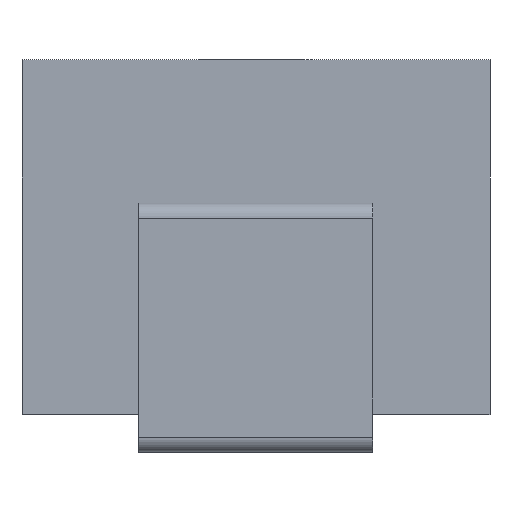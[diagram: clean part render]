
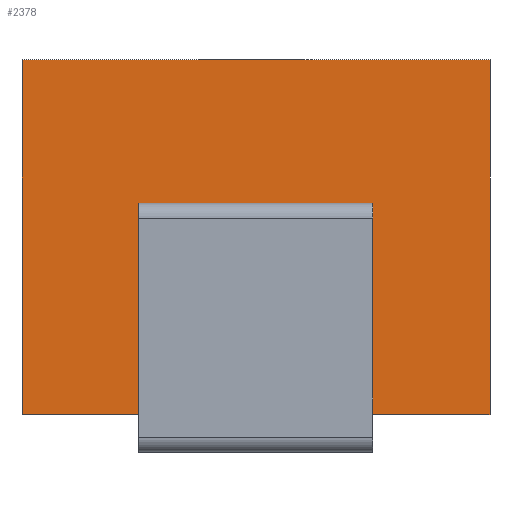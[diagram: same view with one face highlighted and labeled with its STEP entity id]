
A CAD part, left-side view. The second image highlights one B-rep face of the part: STEP entity #2378.
In plain terms, the highlighted planar face has unit normal (-1, 0, 0).
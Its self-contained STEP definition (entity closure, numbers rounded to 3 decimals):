
#198=ORIENTED_EDGE('',*,*,#732,.T.);
#199=ORIENTED_EDGE('',*,*,#733,.F.);
#200=ORIENTED_EDGE('',*,*,#734,.T.);
#201=ORIENTED_EDGE('',*,*,#735,.T.);
#202=ORIENTED_EDGE('',*,*,#736,.F.);
#203=ORIENTED_EDGE('',*,*,#737,.F.);
#204=ORIENTED_EDGE('',*,*,#738,.F.);
#205=ORIENTED_EDGE('',*,*,#739,.T.);
#206=ORIENTED_EDGE('',*,*,#723,.T.);
#207=ORIENTED_EDGE('',*,*,#730,.F.);
#208=ORIENTED_EDGE('',*,*,#724,.F.);
#209=ORIENTED_EDGE('',*,*,#728,.F.);
#723=EDGE_CURVE('',#989,#992,#1172,.T.);
#724=EDGE_CURVE('',#993,#994,#1173,.T.);
#728=EDGE_CURVE('',#989,#993,#1177,.T.);
#730=EDGE_CURVE('',#994,#992,#1179,.T.);
#732=EDGE_CURVE('',#997,#998,#1181,.T.);
#733=EDGE_CURVE('',#999,#998,#1182,.T.);
#734=EDGE_CURVE('',#999,#1000,#1183,.T.);
#735=EDGE_CURVE('',#1000,#1001,#1184,.T.);
#736=EDGE_CURVE('',#1002,#1001,#1185,.T.);
#737=EDGE_CURVE('',#1003,#1002,#1186,.T.);
#738=EDGE_CURVE('',#1004,#1003,#1187,.T.);
#739=EDGE_CURVE('',#1004,#997,#1188,.T.);
#989=VERTEX_POINT('',#2925);
#992=VERTEX_POINT('',#2930);
#993=VERTEX_POINT('',#2934);
#994=VERTEX_POINT('',#2935);
#997=VERTEX_POINT('',#2949);
#998=VERTEX_POINT('',#2950);
#999=VERTEX_POINT('',#2952);
#1000=VERTEX_POINT('',#2954);
#1001=VERTEX_POINT('',#2956);
#1002=VERTEX_POINT('',#2958);
#1003=VERTEX_POINT('',#2960);
#1004=VERTEX_POINT('',#2962);
#1172=LINE('',#2931,#1309);
#1173=LINE('',#2933,#1310);
#1177=LINE('',#2942,#1314);
#1179=LINE('',#2945,#1316);
#1181=LINE('',#2948,#1318);
#1182=LINE('',#2951,#1319);
#1183=LINE('',#2953,#1320);
#1184=LINE('',#2955,#1321);
#1185=LINE('',#2957,#1322);
#1186=LINE('',#2959,#1323);
#1187=LINE('',#2961,#1324);
#1188=LINE('',#2963,#1325);
#1309=VECTOR('',#2594,1000.);
#1310=VECTOR('',#2597,1000.);
#1314=VECTOR('',#2603,1000.);
#1316=VECTOR('',#2607,1000.);
#1318=VECTOR('',#2611,1000.);
#1319=VECTOR('',#2612,1000.);
#1320=VECTOR('',#2613,1000.);
#1321=VECTOR('',#2614,1000.);
#1322=VECTOR('',#2615,1000.);
#1323=VECTOR('',#2616,1000.);
#1324=VECTOR('',#2617,1000.);
#1325=VECTOR('',#2618,1000.);
#1447=EDGE_LOOP('',(#198,#199,#200,#201,#202,#203,#204,#205));
#1448=EDGE_LOOP('',(#206,#207,#208,#209));
#1564=FACE_BOUND('',#1447,.T.);
#1565=FACE_BOUND('',#1448,.T.);
#1681=PLANE('',#2493);
#2378=ADVANCED_FACE('',(#1564,#1565),#1681,.T.);
#2493=AXIS2_PLACEMENT_3D('',#2947,#2609,#2610);
#2594=DIRECTION('',(0.,0.,-1.));
#2597=DIRECTION('',(0.,0.,-1.));
#2603=DIRECTION('',(0.,1.,0.));
#2607=DIRECTION('',(0.,-1.,0.));
#2609=DIRECTION('',(-1.,0.,0.));
#2610=DIRECTION('',(0.,0.,1.));
#2611=DIRECTION('',(0.,0.,-1.));
#2612=DIRECTION('',(0.,1.,0.));
#2613=DIRECTION('',(0.,0.,1.));
#2614=DIRECTION('',(0.,1.,0.));
#2615=DIRECTION('',(0.,0.,1.));
#2616=DIRECTION('',(0.,1.,0.));
#2617=DIRECTION('',(0.,0.,-1.));
#2618=DIRECTION('',(0.,-1.,0.));
#2925=CARTESIAN_POINT('',(-2.25,-0.775,1.65));
#2930=CARTESIAN_POINT('',(-2.25,-0.775,1.4));
#2931=CARTESIAN_POINT('',(-2.25,-0.775,0.25));
#2933=CARTESIAN_POINT('',(-2.25,0.775,0.25));
#2934=CARTESIAN_POINT('',(-2.25,0.775,1.65));
#2935=CARTESIAN_POINT('',(-2.25,0.775,1.4));
#2942=CARTESIAN_POINT('',(-2.25,-1.55,1.65));
#2945=CARTESIAN_POINT('',(-2.25,-1.55,1.4));
#2947=CARTESIAN_POINT('',(-2.25,-1.55,0.25));
#2948=CARTESIAN_POINT('',(-2.25,-0.02,1.375));
#2949=CARTESIAN_POINT('',(-2.25,-0.02,1.375));
#2950=CARTESIAN_POINT('',(-2.25,-0.02,0.25));
#2951=CARTESIAN_POINT('',(-2.25,-1.55,0.25));
#2952=CARTESIAN_POINT('',(-2.25,-1.55,0.25));
#2953=CARTESIAN_POINT('',(-2.25,-1.55,0.25));
#2954=CARTESIAN_POINT('',(-2.25,-1.55,2.6));
#2955=CARTESIAN_POINT('',(-2.25,-1.55,2.6));
#2956=CARTESIAN_POINT('',(-2.25,1.55,2.6));
#2957=CARTESIAN_POINT('',(-2.25,1.55,0.25));
#2958=CARTESIAN_POINT('',(-2.25,1.55,0.25));
#2959=CARTESIAN_POINT('',(-2.25,-1.55,0.25));
#2960=CARTESIAN_POINT('',(-2.25,0.02,0.25));
#2961=CARTESIAN_POINT('',(-2.25,0.02,1.375));
#2962=CARTESIAN_POINT('',(-2.25,0.02,1.375));
#2963=CARTESIAN_POINT('',(-2.25,0.02,1.375));
